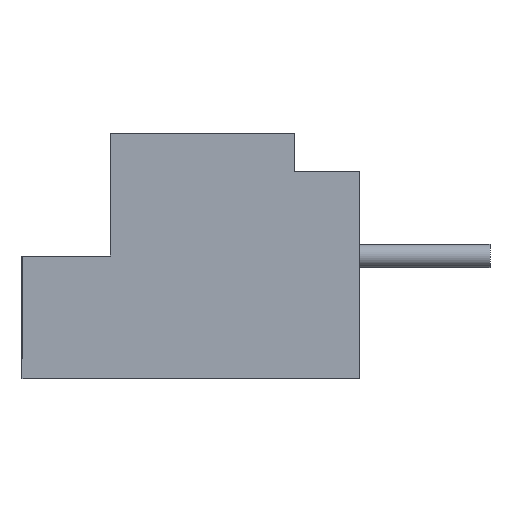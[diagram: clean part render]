
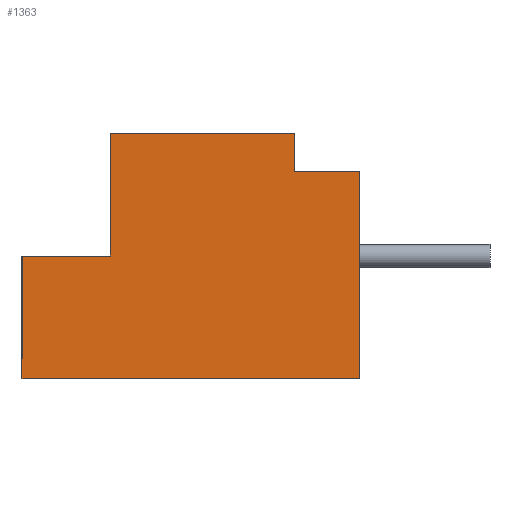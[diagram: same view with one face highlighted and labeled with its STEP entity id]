
A CAD part, left-side view. The second image highlights one B-rep face of the part: STEP entity #1363.
In plain terms, the highlighted planar face has unit normal (-1, 0, 0).
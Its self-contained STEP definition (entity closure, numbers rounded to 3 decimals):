
#1213 = VERTEX_POINT ( 'NONE', #2642 ) ;
#1215 = EDGE_CURVE ( 'NONE', #1213, #1216, #2641, .T. ) ;
#1216 = VERTEX_POINT ( 'NONE', #2637 ) ;
#1336 = VERTEX_POINT ( 'NONE', #3005 ) ;
#1357 = VERTEX_POINT ( 'NONE', #2970 ) ;
#1359 = EDGE_CURVE ( 'NONE', #1357, #1360, #2918, .T. ) ;
#1360 = VERTEX_POINT ( 'NONE', #2914 ) ;
#1363 = ADVANCED_FACE ( 'NONE', ( #2908 ), #3150, .F. ) ;
#1364 = EDGE_LOOP ( 'NONE', ( #1365, #1392, #1394, #1395, #1398, #1400, #1469, #1471 ) ) ;
#1365 = ORIENTED_EDGE ( 'NONE', *, *, #1366, .F. ) ;
#1366 = EDGE_CURVE ( 'NONE', #1367, #1213, #3157, .T. ) ;
#1367 = VERTEX_POINT ( 'NONE', #3153 ) ;
#1389 = EDGE_CURVE ( 'NONE', #1390, #1336, #3066, .T. ) ;
#1390 = VERTEX_POINT ( 'NONE', #3062 ) ;
#1392 = ORIENTED_EDGE ( 'NONE', *, *, #1393, .T. ) ;
#1393 = EDGE_CURVE ( 'NONE', #1367, #1360, #3060, .T. ) ;
#1394 = ORIENTED_EDGE ( 'NONE', *, *, #1359, .F. ) ;
#1395 = ORIENTED_EDGE ( 'NONE', *, *, #1396, .T. ) ;
#1396 = EDGE_CURVE ( 'NONE', #1357, #1397, #3056, .T. ) ;
#1397 = VERTEX_POINT ( 'NONE', #3052 ) ;
#1398 = ORIENTED_EDGE ( 'NONE', *, *, #1399, .T. ) ;
#1399 = EDGE_CURVE ( 'NONE', #1397, #1390, #3051, .T. ) ;
#1400 = ORIENTED_EDGE ( 'NONE', *, *, #1389, .T. ) ;
#1469 = ORIENTED_EDGE ( 'NONE', *, *, #1470, .T. ) ;
#1470 = EDGE_CURVE ( 'NONE', #1336, #1216, #3272, .T. ) ;
#1471 = ORIENTED_EDGE ( 'NONE', *, *, #1215, .F. ) ;
#2637 = CARTESIAN_POINT ( 'NONE',  ( -10., 0., -3.2 ) ) ;
#2638 = DIRECTION ( 'NONE',  ( 0., 0., -1. ) ) ;
#2639 = VECTOR ( 'NONE', #2638, 1000. ) ;
#2640 = CARTESIAN_POINT ( 'NONE',  ( -10., 0., 3.2 ) ) ;
#2641 = LINE ( 'NONE', #2640, #2639 ) ;
#2642 = CARTESIAN_POINT ( 'NONE',  ( -10., 0., 2.2 ) ) ;
#2908 = FACE_OUTER_BOUND ( 'NONE', #1364, .T. ) ;
#2914 = CARTESIAN_POINT ( 'NONE',  ( -10., 1.7, 3.2 ) ) ;
#2915 = DIRECTION ( 'NONE',  ( 0., -1., 0. ) ) ;
#2916 = VECTOR ( 'NONE', #2915, 1000. ) ;
#2917 = CARTESIAN_POINT ( 'NONE',  ( -10., 8.8, 3.2 ) ) ;
#2918 = LINE ( 'NONE', #2917, #2916 ) ;
#2970 = CARTESIAN_POINT ( 'NONE',  ( -10., 6.5, 3.2 ) ) ;
#3005 = CARTESIAN_POINT ( 'NONE',  ( -10., 8.8, -3.2 ) ) ;
#3048 = DIRECTION ( 'NONE',  ( 0., 1., 0. ) ) ;
#3049 = VECTOR ( 'NONE', #3048, 1000. ) ;
#3050 = CARTESIAN_POINT ( 'NONE',  ( -10., 8.8, 0. ) ) ;
#3051 = LINE ( 'NONE', #3050, #3049 ) ;
#3052 = CARTESIAN_POINT ( 'NONE',  ( -10., 6.5, 0. ) ) ;
#3053 = DIRECTION ( 'NONE',  ( 0., 0., -1. ) ) ;
#3054 = VECTOR ( 'NONE', #3053, 1000. ) ;
#3055 = CARTESIAN_POINT ( 'NONE',  ( -10., 6.5, 3.2 ) ) ;
#3056 = LINE ( 'NONE', #3055, #3054 ) ;
#3057 = DIRECTION ( 'NONE',  ( 0., 0., 1. ) ) ;
#3058 = VECTOR ( 'NONE', #3057, 1000. ) ;
#3059 = CARTESIAN_POINT ( 'NONE',  ( -10., 1.7, 2.2 ) ) ;
#3060 = LINE ( 'NONE', #3059, #3058 ) ;
#3062 = CARTESIAN_POINT ( 'NONE',  ( -10., 8.8, 0. ) ) ;
#3063 = DIRECTION ( 'NONE',  ( 0., 0., -1. ) ) ;
#3064 = VECTOR ( 'NONE', #3063, 1000. ) ;
#3065 = CARTESIAN_POINT ( 'NONE',  ( -10., 8.8, 3.2 ) ) ;
#3066 = LINE ( 'NONE', #3065, #3064 ) ;
#3140 = DIRECTION ( 'NONE',  ( 0., 0., -1. ) ) ;
#3141 = DIRECTION ( 'NONE',  ( 1., 0., 0. ) ) ;
#3142 = CARTESIAN_POINT ( 'NONE',  ( -10., 8.8, 3.2 ) ) ;
#3143 = AXIS2_PLACEMENT_3D ( 'NONE', #3142, #3141, #3140 ) ;
#3150 = PLANE ( 'NONE',  #3143 ) ;
#3153 = CARTESIAN_POINT ( 'NONE',  ( -10., 1.7, 2.2 ) ) ;
#3154 = DIRECTION ( 'NONE',  ( 0., -1., 0. ) ) ;
#3155 = VECTOR ( 'NONE', #3154, 1000. ) ;
#3156 = CARTESIAN_POINT ( 'NONE',  ( -10., 1.7, 2.2 ) ) ;
#3157 = LINE ( 'NONE', #3156, #3155 ) ;
#3269 = DIRECTION ( 'NONE',  ( 0., -1., 0. ) ) ;
#3270 = VECTOR ( 'NONE', #3269, 1000. ) ;
#3271 = CARTESIAN_POINT ( 'NONE',  ( -10., 8.8, -3.2 ) ) ;
#3272 = LINE ( 'NONE', #3271, #3270 ) ;
